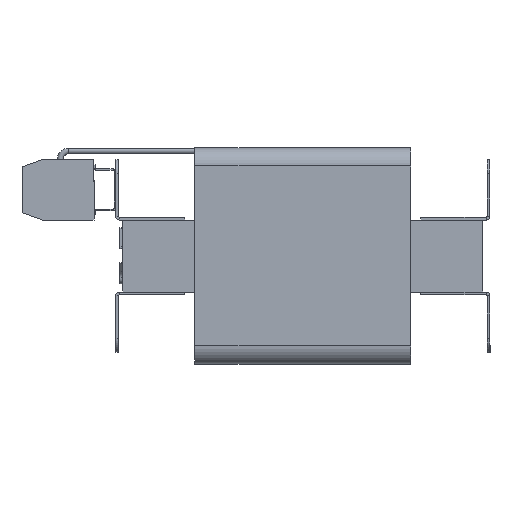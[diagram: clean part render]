
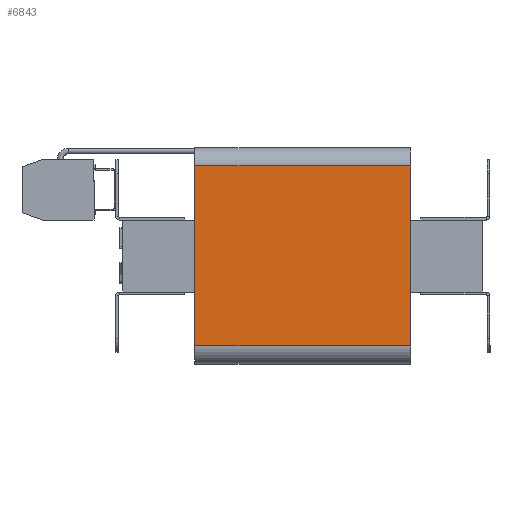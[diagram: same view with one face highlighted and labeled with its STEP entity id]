
A CAD part, left-side view. The second image highlights one B-rep face of the part: STEP entity #6843.
In plain terms, the highlighted planar face has unit normal (-1, 0, 0).
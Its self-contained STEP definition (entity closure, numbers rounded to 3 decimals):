
#318 = VECTOR ( 'NONE', #15509, 1000. ) ;
#524 = VERTEX_POINT ( 'NONE', #3968 ) ;
#1677 = VECTOR ( 'NONE', #18457, 1000. ) ;
#2398 = CARTESIAN_POINT ( 'NONE',  ( -50., 75., 62.5 ) ) ;
#2703 = DIRECTION ( 'NONE',  ( 0., 0., -1. ) ) ;
#3077 = CARTESIAN_POINT ( 'NONE',  ( -50., 75., -62.5 ) ) ;
#3764 = AXIS2_PLACEMENT_3D ( 'NONE', #3077, #6774, #2703 ) ;
#3968 = CARTESIAN_POINT ( 'NONE',  ( -50., -75., 62.5 ) ) ;
#4453 = LINE ( 'NONE', #4966, #1677 ) ;
#4966 = CARTESIAN_POINT ( 'NONE',  ( -50., -75., -62.5 ) ) ;
#6774 = DIRECTION ( 'NONE',  ( 1., 0., 0. ) ) ;
#6843 = ADVANCED_FACE ( 'NONE', ( #16834 ), #21178, .F. ) ;
#6908 = EDGE_CURVE ( 'NONE', #17895, #11291, #11509, .T. ) ;
#9546 = CARTESIAN_POINT ( 'NONE',  ( -50., 75., -62.5 ) ) ;
#10070 = CARTESIAN_POINT ( 'NONE',  ( -50., 75., 62.5 ) ) ;
#10991 = LINE ( 'NONE', #9546, #25162 ) ;
#11116 = DIRECTION ( 'NONE',  ( 0., 0., 1. ) ) ;
#11291 = VERTEX_POINT ( 'NONE', #24291 ) ;
#11509 = LINE ( 'NONE', #21835, #12127 ) ;
#11629 = ORIENTED_EDGE ( 'NONE', *, *, #13061, .F. ) ;
#11700 = EDGE_CURVE ( 'NONE', #18241, #524, #11785, .T. ) ;
#11785 = LINE ( 'NONE', #10070, #318 ) ;
#12127 = VECTOR ( 'NONE', #23426, 1000. ) ;
#13061 = EDGE_CURVE ( 'NONE', #17895, #18241, #10991, .T. ) ;
#15509 = DIRECTION ( 'NONE',  ( 0., -1., 0. ) ) ;
#16834 = FACE_OUTER_BOUND ( 'NONE', #23660, .T. ) ;
#17686 = EDGE_CURVE ( 'NONE', #11291, #524, #4453, .T. ) ;
#17895 = VERTEX_POINT ( 'NONE', #26037 ) ;
#18217 = ORIENTED_EDGE ( 'NONE', *, *, #11700, .F. ) ;
#18241 = VERTEX_POINT ( 'NONE', #2398 ) ;
#18457 = DIRECTION ( 'NONE',  ( 0., 0., 1. ) ) ;
#19671 = ORIENTED_EDGE ( 'NONE', *, *, #17686, .T. ) ;
#21178 = PLANE ( 'NONE',  #3764 ) ;
#21835 = CARTESIAN_POINT ( 'NONE',  ( -50., 75., -62.5 ) ) ;
#23189 = ORIENTED_EDGE ( 'NONE', *, *, #6908, .T. ) ;
#23426 = DIRECTION ( 'NONE',  ( 0., -1., 0. ) ) ;
#23660 = EDGE_LOOP ( 'NONE', ( #19671, #18217, #11629, #23189 ) ) ;
#24291 = CARTESIAN_POINT ( 'NONE',  ( -50., -75., -62.5 ) ) ;
#25162 = VECTOR ( 'NONE', #11116, 1000. ) ;
#26037 = CARTESIAN_POINT ( 'NONE',  ( -50., 75., -62.5 ) ) ;
